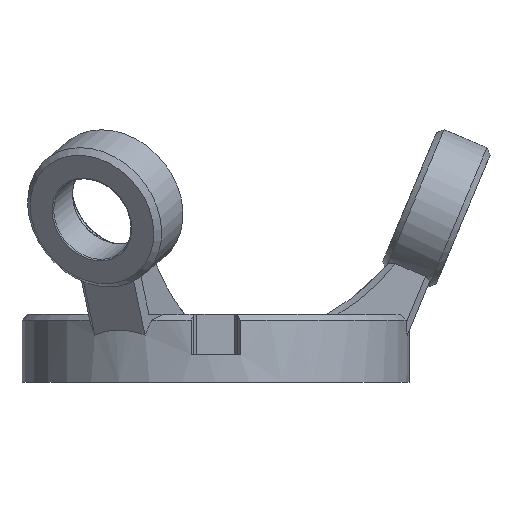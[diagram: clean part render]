
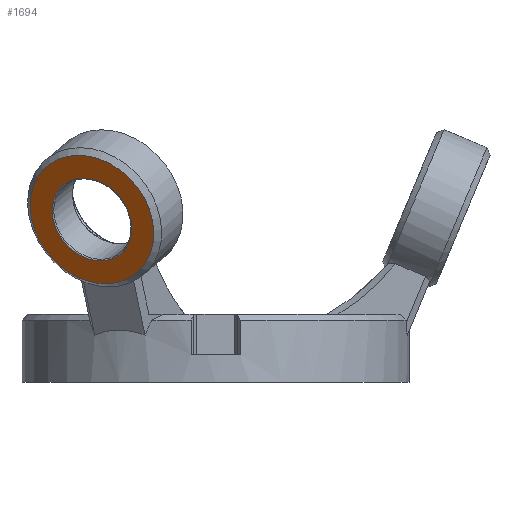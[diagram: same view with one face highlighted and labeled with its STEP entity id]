
A CAD part, left-side view. The second image highlights one B-rep face of the part: STEP entity #1694.
In plain terms, the highlighted planar face has unit normal (-0.799, 0.461, -0.386).
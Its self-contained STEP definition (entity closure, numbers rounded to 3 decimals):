
#84=FACE_BOUND('',#469,.T.);
#319=PLANE('',#1835);
#373=FACE_OUTER_BOUND('',#468,.T.);
#468=EDGE_LOOP('',(#1239));
#469=EDGE_LOOP('',(#1240));
#585=CIRCLE('',#1832,6.);
#587=CIRCLE('',#1836,3.86);
#757=VERTEX_POINT('',#2723);
#759=VERTEX_POINT('',#2730);
#949=EDGE_CURVE('',#757,#757,#585,.T.);
#951=EDGE_CURVE('',#759,#759,#587,.T.);
#1239=ORIENTED_EDGE('',*,*,#949,.F.);
#1240=ORIENTED_EDGE('',*,*,#951,.F.);
#1694=ADVANCED_FACE('',(#373,#84),#319,.T.);
#1832=AXIS2_PLACEMENT_3D('',#2725,#2120,#2121);
#1835=AXIS2_PLACEMENT_3D('',#2729,#2126,#2127);
#1836=AXIS2_PLACEMENT_3D('',#2731,#2128,#2129);
#2120=DIRECTION('center_axis',(0.799,-0.461,0.386));
#2121=DIRECTION('ref_axis',(-0.334,0.193,0.923));
#2126=DIRECTION('center_axis',(-0.799,0.461,-0.386));
#2127=DIRECTION('ref_axis',(-0.5,-0.866,0.));
#2128=DIRECTION('center_axis',(-0.799,0.461,-0.386));
#2129=DIRECTION('ref_axis',(-0.5,-0.866,0.));
#2723=CARTESIAN_POINT('',(-16.45,9.498,16.26));
#2725=CARTESIAN_POINT('Origin',(-18.456,10.655,21.796));
#2729=CARTESIAN_POINT('Origin',(-17.733,10.238,19.802));
#2730=CARTESIAN_POINT('',(-19.746,11.4,25.357));
#2731=CARTESIAN_POINT('Origin',(-18.456,10.655,21.796));
